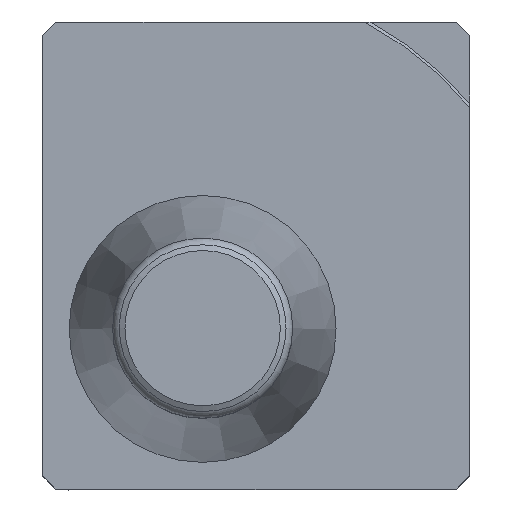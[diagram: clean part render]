
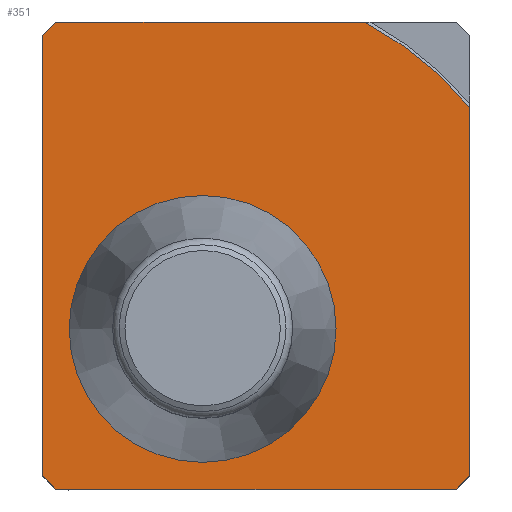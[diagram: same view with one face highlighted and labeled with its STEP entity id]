
A CAD part, top view. The second image highlights one B-rep face of the part: STEP entity #351.
In plain terms, the highlighted planar face has unit normal (0, 0, 1).
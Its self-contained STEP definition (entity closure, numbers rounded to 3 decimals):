
#148=LINE('',#1567,#226);
#156=LINE('',#1591,#234);
#161=LINE('',#1602,#239);
#165=LINE('',#1615,#243);
#168=LINE('',#1620,#246);
#171=LINE('',#1629,#249);
#173=LINE('',#1632,#251);
#226=VECTOR('',#1262,1.);
#234=VECTOR('',#1276,1.);
#239=VECTOR('',#1283,1.);
#243=VECTOR('',#1289,1.);
#246=VECTOR('',#1294,1.);
#249=VECTOR('',#1309,1.);
#251=VECTOR('',#1313,1.);
#290=FACE_BOUND('',#478,.T.);
#291=FACE_BOUND('',#479,.T.);
#351=ADVANCED_FACE('AL3_SU1',(#290,#291),#401,.T.);
#401=PLANE('',#1134);
#478=EDGE_LOOP('',(#658));
#479=EDGE_LOOP('',(#659,#660,#661,#662,#663,#664,#665,#666));
#658=ORIENTED_EDGE('',*,*,#925,.F.);
#659=ORIENTED_EDGE('',*,*,#905,.F.);
#660=ORIENTED_EDGE('',*,*,#908,.T.);
#661=ORIENTED_EDGE('',*,*,#895,.F.);
#662=ORIENTED_EDGE('',*,*,#912,.T.);
#663=ORIENTED_EDGE('',*,*,#900,.F.);
#664=ORIENTED_EDGE('',*,*,#915,.T.);
#665=ORIENTED_EDGE('',*,*,#884,.F.);
#666=ORIENTED_EDGE('',*,*,#913,.T.);
#793=VERTEX_POINT('',#1566);
#794=VERTEX_POINT('',#1568);
#796=VERTEX_POINT('',#1575);
#802=VERTEX_POINT('',#1590);
#807=VERTEX_POINT('',#1601);
#808=VERTEX_POINT('',#1603);
#811=VERTEX_POINT('',#1614);
#812=VERTEX_POINT('',#1616);
#816=VERTEX_POINT('',#1655);
#884=EDGE_CURVE('',#793,#794,#148,.T.);
#895=EDGE_CURVE('',#802,#796,#156,.T.);
#900=EDGE_CURVE('',#807,#808,#161,.T.);
#905=EDGE_CURVE('',#811,#812,#165,.T.);
#908=EDGE_CURVE('',#811,#796,#168,.T.);
#912=EDGE_CURVE('',#802,#808,#977,.T.);
#913=EDGE_CURVE('',#793,#812,#171,.T.);
#915=EDGE_CURVE('',#807,#794,#173,.T.);
#925=EDGE_CURVE('',#816,#816,#978,.T.);
#977=CIRCLE('',#1119,13.);
#978=CIRCLE('',#1133,5.);
#1119=AXIS2_PLACEMENT_3D('',#1627,#1305,#1306);
#1133=AXIS2_PLACEMENT_3D('',#1654,#1343,#1344);
#1134=AXIS2_PLACEMENT_3D('',#1656,#1345,#1346);
#1262=DIRECTION('',(0.,1.,0.));
#1276=DIRECTION('',(0.,-1.,0.));
#1283=DIRECTION('',(1.,0.,0.));
#1289=DIRECTION('',(-1.,0.,0.));
#1294=DIRECTION('',(0.707,0.707,0.));
#1305=DIRECTION('',(0.,0.,1.));
#1306=DIRECTION('',(-1.,0.,0.));
#1309=DIRECTION('',(0.707,-0.707,0.));
#1313=DIRECTION('',(-0.707,-0.707,0.));
#1343=DIRECTION('',(0.,0.,1.));
#1344=DIRECTION('',(1.,0.,0.));
#1345=DIRECTION('',(0.,0.,1.));
#1346=DIRECTION('',(1.,0.,0.));
#1566=CARTESIAN_POINT('',(-6.,-5.5,0.));
#1567=CARTESIAN_POINT('',(-6.,-6.,0.));
#1568=CARTESIAN_POINT('',(-6.,11.,0.));
#1575=CARTESIAN_POINT('',(10.,-5.5,0.));
#1590=CARTESIAN_POINT('',(10.,8.307,0.));
#1591=CARTESIAN_POINT('',(10.,11.5,0.));
#1601=CARTESIAN_POINT('',(-5.5,11.5,0.));
#1602=CARTESIAN_POINT('',(-6.,11.5,0.));
#1603=CARTESIAN_POINT('',(6.062,11.5,0.));
#1614=CARTESIAN_POINT('',(9.5,-6.,0.));
#1615=CARTESIAN_POINT('',(10.,-6.,0.));
#1616=CARTESIAN_POINT('',(-5.5,-6.,0.));
#1620=CARTESIAN_POINT('',(9.5,-6.,0.));
#1627=CARTESIAN_POINT('',(0.,0.,0.));
#1629=CARTESIAN_POINT('',(-6.,-5.5,0.));
#1632=CARTESIAN_POINT('',(-5.5,11.5,0.));
#1654=CARTESIAN_POINT('',(0.,0.,0.));
#1655=CARTESIAN_POINT('',(5.,0.,0.));
#1656=CARTESIAN_POINT('',(2.,2.75,0.));
